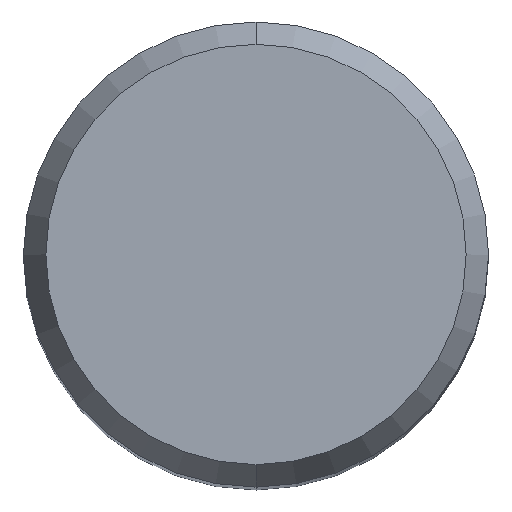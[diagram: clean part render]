
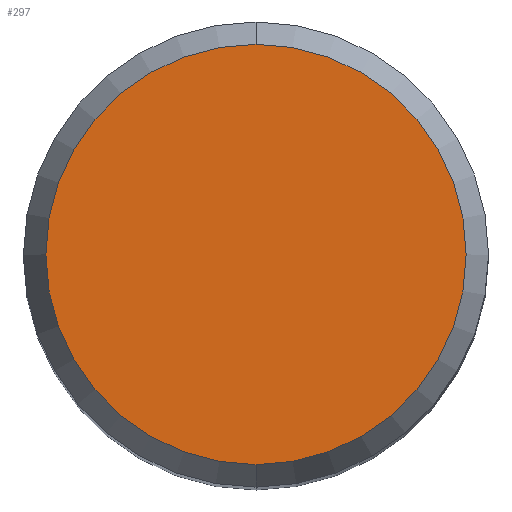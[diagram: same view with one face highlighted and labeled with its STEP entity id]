
A CAD part, top view. The second image highlights one B-rep face of the part: STEP entity #297.
In plain terms, the highlighted planar face has unit normal (0, 0, 1).
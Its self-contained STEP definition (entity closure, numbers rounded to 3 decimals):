
#211=EDGE_CURVE('',#225,#253,#508,.T.);
#225=VERTEX_POINT('',#522);
#245=EDGE_CURVE('',#253,#225,#543,.T.);
#253=VERTEX_POINT('',#551);
#297=ADVANCED_FACE('',(#600),#601,.T.);
#508=CIRCLE('',#866,5.423);
#522=CARTESIAN_POINT('',(0.0,5.423,0.0));
#543=CIRCLE('',#996,5.423);
#551=CARTESIAN_POINT('',(0.,-5.423,0.0));
#600=FACE_OUTER_BOUND('',#1180,.T.);
#601=PLANE('',#1181);
#866=AXIS2_PLACEMENT_3D('',#1505,#1506,#1507);
#996=AXIS2_PLACEMENT_3D('',#1523,#1524,#1525);
#1180=EDGE_LOOP('',(#1578,#1579));
#1181=AXIS2_PLACEMENT_3D('',#1580,#1581,#1582);
#1505=CARTESIAN_POINT('',(0.0,0.0,0.0));
#1506=DIRECTION('',(0.0,0.0,-1.0));
#1507=DIRECTION('',(0.0,1.0,0.0));
#1523=CARTESIAN_POINT('',(0.0,0.0,0.0));
#1524=DIRECTION('',(0.0,0.0,-1.0));
#1525=DIRECTION('',(0.0,1.0,0.0));
#1578=ORIENTED_EDGE('',*,*,#211,.F.);
#1579=ORIENTED_EDGE('',*,*,#245,.F.);
#1580=CARTESIAN_POINT('',(0.0,2.711,0.0));
#1581=DIRECTION('',(-0.0,0.0,1.0));
#1582=DIRECTION('',(0.0,-1.0,0.0));
